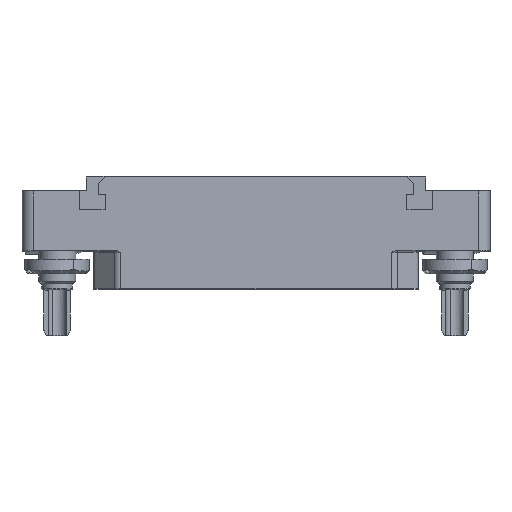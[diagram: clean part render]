
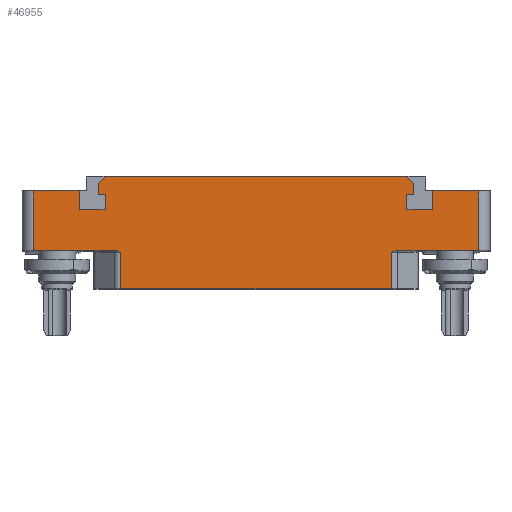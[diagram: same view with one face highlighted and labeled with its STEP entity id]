
A CAD part, top view. The second image highlights one B-rep face of the part: STEP entity #46955.
In plain terms, the highlighted planar face has unit normal (0, 0, 1).
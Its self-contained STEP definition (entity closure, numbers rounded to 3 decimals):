
#1=DIRECTION('',(1.,0.,0.));
#2=VECTOR('',#1,7.8);
#3=CARTESIAN_POINT('',(-38.,10.25,7.));
#4=LINE('',#3,#2);
#5=DIRECTION('',(0.,-1.,0.));
#6=VECTOR('',#5,3.2);
#7=CARTESIAN_POINT('',(-30.2,10.25,7.));
#8=LINE('',#7,#6);
#9=DIRECTION('',(1.,0.,0.));
#10=VECTOR('',#9,4.4);
#11=CARTESIAN_POINT('',(-30.2,7.05,7.));
#12=LINE('',#11,#10);
#13=DIRECTION('',(0.,1.,0.));
#14=VECTOR('',#13,2.6);
#15=CARTESIAN_POINT('',(-25.8,7.05,7.));
#16=LINE('',#15,#14);
#17=DIRECTION('',(-1.,0.,0.));
#18=VECTOR('',#17,1.2);
#19=CARTESIAN_POINT('',(-25.8,9.65,7.));
#20=LINE('',#19,#18);
#21=DIRECTION('',(0.,-1.,0.));
#22=VECTOR('',#21,1.9);
#23=CARTESIAN_POINT('',(-27.,11.55,7.));
#24=LINE('',#23,#22);
#25=DIRECTION('',(1.,0.,0.));
#26=VECTOR('',#25,51.6);
#27=CARTESIAN_POINT('',(-25.8,12.75,7.));
#28=LINE('',#27,#26);
#29=DIRECTION('',(0.,-1.,0.));
#30=VECTOR('',#29,1.9);
#31=CARTESIAN_POINT('',(27.,11.55,7.));
#32=LINE('',#31,#30);
#33=DIRECTION('',(-1.,0.,0.));
#34=VECTOR('',#33,1.2);
#35=CARTESIAN_POINT('',(27.,9.65,7.));
#36=LINE('',#35,#34);
#37=DIRECTION('',(0.,-1.,0.));
#38=VECTOR('',#37,2.6);
#39=CARTESIAN_POINT('',(25.8,9.65,7.));
#40=LINE('',#39,#38);
#41=DIRECTION('',(1.,0.,0.));
#42=VECTOR('',#41,4.4);
#43=CARTESIAN_POINT('',(25.8,7.05,7.));
#44=LINE('',#43,#42);
#45=DIRECTION('',(0.,1.,0.));
#46=VECTOR('',#45,3.2);
#47=CARTESIAN_POINT('',(30.2,7.05,7.));
#48=LINE('',#47,#46);
#49=DIRECTION('',(1.,0.,0.));
#50=VECTOR('',#49,7.8);
#51=CARTESIAN_POINT('',(30.2,10.25,7.));
#52=LINE('',#51,#50);
#109=DIRECTION('',(1.,0.,0.));
#110=VECTOR('',#109,14.082);
#111=CARTESIAN_POINT('',(23.918,0.,7.));
#112=LINE('',#111,#110);
#3676=DIRECTION('',(-1.,0.,0.));
#3677=VECTOR('',#3676,46.236);
#3678=CARTESIAN_POINT('',(23.118,-6.5,7.));
#3679=LINE('',#3678,#3677);
#3767=DIRECTION('',(1.,0.,0.));
#3768=VECTOR('',#3767,14.082);
#3769=CARTESIAN_POINT('',(-38.,0.,7.));
#3770=LINE('',#3769,#3768);
#7201=DIRECTION('',(0.,-1.,0.));
#7202=VECTOR('',#7201,10.25);
#7203=CARTESIAN_POINT('',(-38.,10.25,7.));
#7204=LINE('',#7203,#7202);
#9133=DIRECTION('',(0.707,-0.707,0.));
#9134=VECTOR('',#9133,1.697);
#9135=CARTESIAN_POINT('',(25.8,12.75,7.));
#9136=LINE('',#9135,#9134);
#9141=DIRECTION('',(-0.707,-0.707,0.));
#9142=VECTOR('',#9141,1.697);
#9143=CARTESIAN_POINT('',(-25.8,12.75,7.));
#9144=LINE('',#9143,#9142);
#34862=CARTESIAN_POINT('',(-23.918,0.,7.));
#34863=CARTESIAN_POINT('',(-23.907,0.,7.));
#34864=CARTESIAN_POINT('',(-23.884,0.,7.));
#34865=CARTESIAN_POINT('',(-23.85,-0.002,7.));
#34866=CARTESIAN_POINT('',(-23.814,-0.005,7.));
#34867=CARTESIAN_POINT('',(-23.776,-0.01,7.));
#34868=CARTESIAN_POINT('',(-23.734,-0.016,7.));
#34869=CARTESIAN_POINT('',(-23.688,-0.024,7.));
#34870=CARTESIAN_POINT('',(-23.636,-0.035,7.));
#34871=CARTESIAN_POINT('',(-23.577,-0.049,7.));
#34872=CARTESIAN_POINT('',(-23.515,-0.066,7.));
#34873=CARTESIAN_POINT('',(-23.451,-0.085,7.));
#34874=CARTESIAN_POINT('',(-23.385,-0.106,7.));
#34875=CARTESIAN_POINT('',(-23.318,-0.128,7.));
#34876=CARTESIAN_POINT('',(-23.251,-0.152,7.));
#34877=CARTESIAN_POINT('',(-23.184,-0.176,7.));
#34878=CARTESIAN_POINT('',(-23.14,-0.192,7.));
#34879=CARTESIAN_POINT('',(-23.118,-0.2,7.));
#34881=DIRECTION('',(0.,1.,0.));
#34882=VECTOR('',#34881,6.3);
#34883=CARTESIAN_POINT('',(-23.118,-6.5,7.));
#34884=LINE('',#34883,#34882);
#34957=DIRECTION('',(0.,1.,0.));
#34958=VECTOR('',#34957,6.3);
#34959=CARTESIAN_POINT('',(23.118,-6.5,7.));
#34960=LINE('',#34959,#34958);
#34966=CARTESIAN_POINT('',(23.118,-0.2,7.));
#34967=CARTESIAN_POINT('',(23.14,-0.192,7.));
#34968=CARTESIAN_POINT('',(23.184,-0.176,7.));
#34969=CARTESIAN_POINT('',(23.251,-0.152,7.));
#34970=CARTESIAN_POINT('',(23.318,-0.128,7.));
#34971=CARTESIAN_POINT('',(23.385,-0.106,7.));
#34972=CARTESIAN_POINT('',(23.451,-0.085,7.));
#34973=CARTESIAN_POINT('',(23.515,-0.066,7.));
#34974=CARTESIAN_POINT('',(23.577,-0.049,7.));
#34975=CARTESIAN_POINT('',(23.636,-0.035,7.));
#34976=CARTESIAN_POINT('',(23.688,-0.024,7.));
#34977=CARTESIAN_POINT('',(23.734,-0.016,7.));
#34978=CARTESIAN_POINT('',(23.776,-0.01,7.));
#34979=CARTESIAN_POINT('',(23.814,-0.005,7.));
#34980=CARTESIAN_POINT('',(23.85,-0.002,7.));
#34981=CARTESIAN_POINT('',(23.884,0.,7.));
#34982=CARTESIAN_POINT('',(23.907,0.,7.));
#34983=CARTESIAN_POINT('',(23.918,0.,7.));
#35031=DIRECTION('',(0.,1.,0.));
#35032=VECTOR('',#35031,10.25);
#35033=CARTESIAN_POINT('',(38.,0.,7.));
#35034=LINE('',#35033,#35032);
#37568=CARTESIAN_POINT('',(-30.2,10.25,7.));
#37569=CARTESIAN_POINT('',(-30.2,7.05,7.));
#37570=VERTEX_POINT('',#37568);
#37571=VERTEX_POINT('',#37569);
#37572=CARTESIAN_POINT('',(-25.8,7.05,7.));
#37573=VERTEX_POINT('',#37572);
#37574=CARTESIAN_POINT('',(-25.8,9.65,7.));
#37575=VERTEX_POINT('',#37574);
#37576=CARTESIAN_POINT('',(-27.,9.65,7.));
#37577=VERTEX_POINT('',#37576);
#37578=CARTESIAN_POINT('',(27.,9.65,7.));
#37579=CARTESIAN_POINT('',(25.8,9.65,7.));
#37580=VERTEX_POINT('',#37578);
#37581=VERTEX_POINT('',#37579);
#37582=CARTESIAN_POINT('',(25.8,7.05,7.));
#37583=VERTEX_POINT('',#37582);
#37584=CARTESIAN_POINT('',(30.2,7.05,7.));
#37585=VERTEX_POINT('',#37584);
#37586=CARTESIAN_POINT('',(30.2,10.25,7.));
#37587=VERTEX_POINT('',#37586);
#37592=CARTESIAN_POINT('',(-27.,11.55,7.));
#37594=VERTEX_POINT('',#37592);
#37596=CARTESIAN_POINT('',(-25.8,12.75,7.));
#37597=VERTEX_POINT('',#37596);
#37598=CARTESIAN_POINT('',(27.,11.55,7.));
#37600=VERTEX_POINT('',#37598);
#37602=CARTESIAN_POINT('',(25.8,12.75,7.));
#37603=VERTEX_POINT('',#37602);
#37680=CARTESIAN_POINT('',(38.,0.,7.));
#37681=CARTESIAN_POINT('',(38.,10.25,7.));
#37682=VERTEX_POINT('',#37680);
#37683=VERTEX_POINT('',#37681);
#37688=CARTESIAN_POINT('',(-38.,10.25,7.));
#37689=CARTESIAN_POINT('',(-38.,0.,7.));
#37690=VERTEX_POINT('',#37688);
#37691=VERTEX_POINT('',#37689);
#37913=CARTESIAN_POINT('',(23.118,-6.5,7.));
#37915=VERTEX_POINT('',#37913);
#37916=CARTESIAN_POINT('',(-23.118,-6.5,7.));
#37918=VERTEX_POINT('',#37916);
#37948=CARTESIAN_POINT('',(-23.118,-0.2,7.));
#37949=VERTEX_POINT('',#37948);
#37950=CARTESIAN_POINT('',(-23.918,0.,7.));
#37951=VERTEX_POINT('',#37950);
#37952=CARTESIAN_POINT('',(23.118,-0.2,7.));
#37954=VERTEX_POINT('',#37952);
#37956=CARTESIAN_POINT('',(23.918,0.,7.));
#37958=VERTEX_POINT('',#37956);
#46900=CARTESIAN_POINT('',(0.,0.,7.));
#46901=DIRECTION('',(0.,0.,-1.));
#46902=DIRECTION('',(-1.,0.,0.));
#46903=AXIS2_PLACEMENT_3D('',#46900,#46901,#46902);
#46904=PLANE('',#46903);
#46906=ORIENTED_EDGE('',*,*,#46905,.F.);
#46908=ORIENTED_EDGE('',*,*,#46907,.F.);
#46910=ORIENTED_EDGE('',*,*,#46909,.F.);
#46912=ORIENTED_EDGE('',*,*,#46911,.T.);
#46914=ORIENTED_EDGE('',*,*,#46913,.T.);
#46916=ORIENTED_EDGE('',*,*,#46915,.F.);
#46918=ORIENTED_EDGE('',*,*,#46917,.F.);
#46920=ORIENTED_EDGE('',*,*,#46919,.F.);
#46922=ORIENTED_EDGE('',*,*,#46921,.T.);
#46924=ORIENTED_EDGE('',*,*,#46923,.T.);
#46926=ORIENTED_EDGE('',*,*,#46925,.T.);
#46928=ORIENTED_EDGE('',*,*,#46927,.T.);
#46930=ORIENTED_EDGE('',*,*,#46929,.T.);
#46932=ORIENTED_EDGE('',*,*,#46931,.F.);
#46934=ORIENTED_EDGE('',*,*,#46933,.F.);
#46936=ORIENTED_EDGE('',*,*,#46935,.T.);
#46938=ORIENTED_EDGE('',*,*,#46937,.T.);
#46940=ORIENTED_EDGE('',*,*,#46939,.T.);
#46942=ORIENTED_EDGE('',*,*,#46941,.T.);
#46944=ORIENTED_EDGE('',*,*,#46943,.T.);
#46946=ORIENTED_EDGE('',*,*,#46945,.T.);
#46948=ORIENTED_EDGE('',*,*,#46947,.T.);
#46950=ORIENTED_EDGE('',*,*,#46949,.T.);
#46952=ORIENTED_EDGE('',*,*,#46951,.F.);
#46953=EDGE_LOOP('',(#46906,#46908,#46910,#46912,#46914,#46916,#46918,#46920,
#46922,#46924,#46926,#46928,#46930,#46932,#46934,#46936,#46938,#46940,#46942,
#46944,#46946,#46948,#46950,#46952));
#46954=FACE_OUTER_BOUND('',#46953,.F.);
#46955=ADVANCED_FACE('',(#46954),#46904,.F.);
#34880=B_SPLINE_CURVE_WITH_KNOTS('',3,(#34862,#34863,#34864,#34865,#34866,
#34867,#34868,#34869,#34870,#34871,#34872,#34873,#34874,#34875,#34876,#34877,
#34878,#34879),.UNSPECIFIED.,.F.,.F.,(4,1,1,1,1,1,1,1,1,1,1,1,1,1,1,4),(0.,
0.067,0.133,0.2,0.267,0.333,
0.4,0.467,0.533,0.6,0.667,
0.733,0.8,0.867,0.933,1.),
.UNSPECIFIED.);
#34984=B_SPLINE_CURVE_WITH_KNOTS('',3,(#34966,#34967,#34968,#34969,#34970,
#34971,#34972,#34973,#34974,#34975,#34976,#34977,#34978,#34979,#34980,#34981,
#34982,#34983),.UNSPECIFIED.,.F.,.F.,(4,1,1,1,1,1,1,1,1,1,1,1,1,1,1,4),(0.,
0.067,0.133,0.2,0.267,0.333,
0.4,0.467,0.533,0.6,0.667,
0.733,0.8,0.867,0.933,1.),
.UNSPECIFIED.);
#46905=EDGE_CURVE('',#37958,#37682,#112,.T.);
#46907=EDGE_CURVE('',#37954,#37958,#34984,.T.);
#46909=EDGE_CURVE('',#37915,#37954,#34960,.T.);
#46911=EDGE_CURVE('',#37915,#37918,#3679,.T.);
#46913=EDGE_CURVE('',#37918,#37949,#34884,.T.);
#46915=EDGE_CURVE('',#37951,#37949,#34880,.T.);
#46917=EDGE_CURVE('',#37691,#37951,#3770,.T.);
#46919=EDGE_CURVE('',#37690,#37691,#7204,.T.);
#46921=EDGE_CURVE('',#37690,#37570,#4,.T.);
#46923=EDGE_CURVE('',#37570,#37571,#8,.T.);
#46925=EDGE_CURVE('',#37571,#37573,#12,.T.);
#46927=EDGE_CURVE('',#37573,#37575,#16,.T.);
#46929=EDGE_CURVE('',#37575,#37577,#20,.T.);
#46931=EDGE_CURVE('',#37594,#37577,#24,.T.);
#46933=EDGE_CURVE('',#37597,#37594,#9144,.T.);
#46935=EDGE_CURVE('',#37597,#37603,#28,.T.);
#46937=EDGE_CURVE('',#37603,#37600,#9136,.T.);
#46939=EDGE_CURVE('',#37600,#37580,#32,.T.);
#46941=EDGE_CURVE('',#37580,#37581,#36,.T.);
#46943=EDGE_CURVE('',#37581,#37583,#40,.T.);
#46945=EDGE_CURVE('',#37583,#37585,#44,.T.);
#46947=EDGE_CURVE('',#37585,#37587,#48,.T.);
#46949=EDGE_CURVE('',#37587,#37683,#52,.T.);
#46951=EDGE_CURVE('',#37682,#37683,#35034,.T.);
